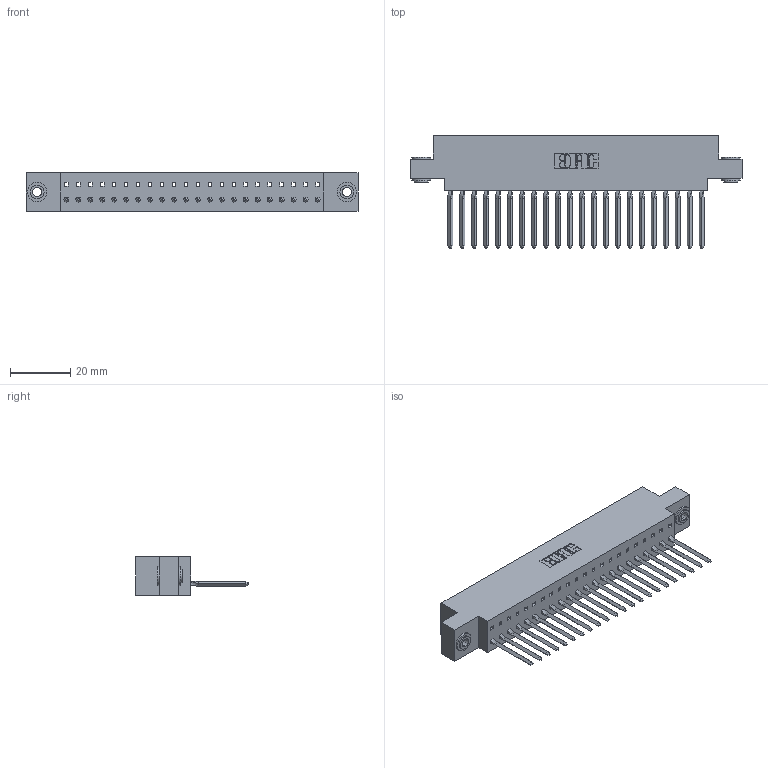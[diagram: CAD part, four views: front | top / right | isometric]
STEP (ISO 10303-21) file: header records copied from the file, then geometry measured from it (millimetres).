
FILE_DESCRIPTION (( 'STEP AP203' ), '1' );
FILE_NAME ('317-022-542-603.STEP', '2020-02-27T17:10:07', ( '' ), ( '' ), 'SwSTEP 2.0', 'SolidWorks 2016', '' );
FILE_SCHEMA (( 'CONFIG_CONTROL_DESIGN' ));
Length unit declared in the file: inch
Products named in the file (4): 317 Part_.156 Dia - TH; 317-290-003_542; 345-250-002_345-250-002-102; 317-022-542-603
Assembly tree (25 placements, depth 2):
  317-022-542-603
    317 Part_.156 Dia - TH
    317-290-003_542  x22
    345-250-002_345-250-002-102  x2
Bounding box: 109.88 x 37.34 x 12.7 mm (x, y, z)
Volume: 16461.2 mm3; surface area: 19853.9 mm2
Topology: 25 solids, 25 shells, 1790 faces, 5125 edges, 3310 vertices
Faces by surface type: plane 1476, cylinder 218, bspline 88, cone 8
Entity records: 33554 total; most frequent: CARTESIAN_POINT 6170, ORIENTED_EDGE 5848, DIRECTION 4950, EDGE_CURVE 2924, LINE 2730, VECTOR 2730, VERTEX_POINT 1942, AXIS2_PLACEMENT_3D 1110
